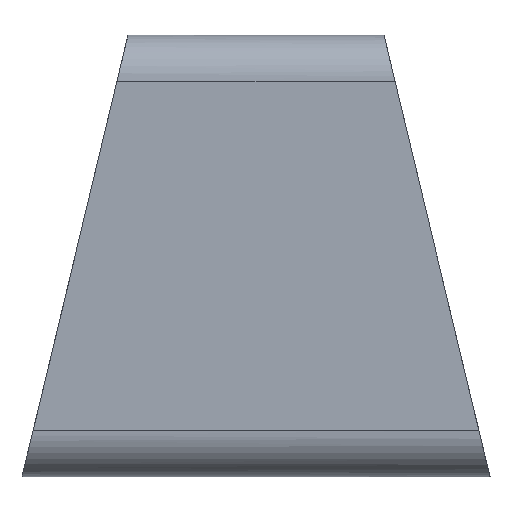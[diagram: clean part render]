
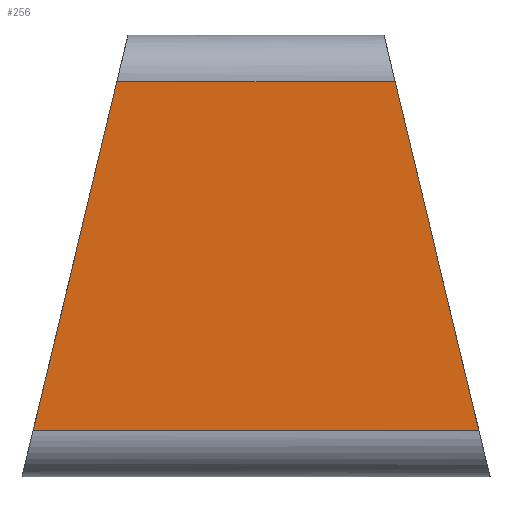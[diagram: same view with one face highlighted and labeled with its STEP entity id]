
A CAD part, front view. The second image highlights one B-rep face of the part: STEP entity #256.
In plain terms, the highlighted planar face has unit normal (0, -1, 0).
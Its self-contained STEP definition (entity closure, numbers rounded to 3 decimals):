
#11 = LINE ( 'NONE', #505, #447 ) ;
#28 = VERTEX_POINT ( 'NONE', #123 ) ;
#30 = CARTESIAN_POINT ( 'NONE',  ( 2.99, -4.1, 3.75 ) ) ;
#32 = VECTOR ( 'NONE', #222, 1000. ) ;
#123 = CARTESIAN_POINT ( 'NONE',  ( -2.99, -4.1, 3.75 ) ) ;
#148 = LINE ( 'NONE', #707, #439 ) ;
#162 = PLANE ( 'NONE',  #331 ) ;
#165 = DIRECTION ( 'NONE',  ( 0., 1., 0. ) ) ;
#186 = LINE ( 'NONE', #287, #32 ) ;
#199 = VECTOR ( 'NONE', #717, 1000. ) ;
#208 = LINE ( 'NONE', #660, #199 ) ;
#219 = DIRECTION ( 'NONE',  ( 0.233, 0., 0.972 ) ) ;
#222 = DIRECTION ( 'NONE',  ( 1., 0., 0. ) ) ;
#224 = DIRECTION ( 'NONE',  ( 0., 0., 1. ) ) ;
#226 = EDGE_CURVE ( 'NONE', #232, #28, #208, .T. ) ;
#232 = VERTEX_POINT ( 'NONE', #30 ) ;
#256 = ADVANCED_FACE ( 'NONE', ( #381 ), #162, .F. ) ;
#274 = CARTESIAN_POINT ( 'NONE',  ( 4.791, -4.1, -3.75 ) ) ;
#287 = CARTESIAN_POINT ( 'NONE',  ( 0., -4.1, -3.75 ) ) ;
#310 = EDGE_LOOP ( 'NONE', ( #722, #550, #589, #388 ) ) ;
#331 = AXIS2_PLACEMENT_3D ( 'NONE', #566, #165, #224 ) ;
#381 = FACE_OUTER_BOUND ( 'NONE', #310, .T. ) ;
#388 = ORIENTED_EDGE ( 'NONE', *, *, #226, .T. ) ;
#439 = VECTOR ( 'NONE', #646, 1000. ) ;
#447 = VECTOR ( 'NONE', #219, 1000. ) ;
#478 = EDGE_CURVE ( 'NONE', #232, #630, #148, .T. ) ;
#505 = CARTESIAN_POINT ( 'NONE',  ( -5.031, -4.1, -4.75 ) ) ;
#550 = ORIENTED_EDGE ( 'NONE', *, *, #691, .T. ) ;
#551 = CARTESIAN_POINT ( 'NONE',  ( -4.791, -4.1, -3.75 ) ) ;
#566 = CARTESIAN_POINT ( 'NONE',  ( 0., -4.1, 0. ) ) ;
#589 = ORIENTED_EDGE ( 'NONE', *, *, #478, .F. ) ;
#616 = VERTEX_POINT ( 'NONE', #551 ) ;
#627 = EDGE_CURVE ( 'NONE', #616, #28, #11, .T. ) ;
#630 = VERTEX_POINT ( 'NONE', #274 ) ;
#646 = DIRECTION ( 'NONE',  ( 0.233, 0., -0.972 ) ) ;
#660 = CARTESIAN_POINT ( 'NONE',  ( 0., -4.1, 3.75 ) ) ;
#691 = EDGE_CURVE ( 'NONE', #616, #630, #186, .T. ) ;
#707 = CARTESIAN_POINT ( 'NONE',  ( 2.75, -4.1, 4.75 ) ) ;
#717 = DIRECTION ( 'NONE',  ( -1., 0., 0. ) ) ;
#722 = ORIENTED_EDGE ( 'NONE', *, *, #627, .F. ) ;
